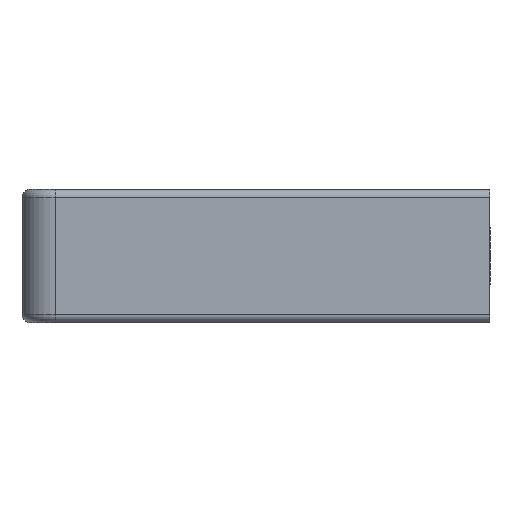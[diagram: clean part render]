
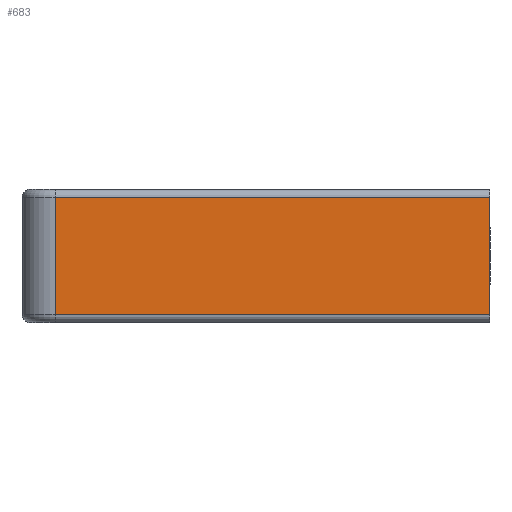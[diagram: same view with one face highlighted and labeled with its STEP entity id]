
A CAD part, left-side view. The second image highlights one B-rep face of the part: STEP entity #683.
In plain terms, the highlighted planar face has unit normal (-1, 0, 0).
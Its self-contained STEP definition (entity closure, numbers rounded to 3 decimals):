
#45 = DIRECTION ( 'NONE',  ( 0., -1., 0. ) ) ;
#93 = VERTEX_POINT ( 'NONE', #739 ) ;
#104 = CARTESIAN_POINT ( 'NONE',  ( -228.5, 28., -3.5 ) ) ;
#152 = EDGE_CURVE ( 'NONE', #93, #392, #169, .T. ) ;
#169 = LINE ( 'NONE', #104, #638 ) ;
#193 = CARTESIAN_POINT ( 'NONE',  ( -228.5, 26., 4. ) ) ;
#218 = CARTESIAN_POINT ( 'NONE',  ( -228.5, 0., -3.5 ) ) ;
#251 = PLANE ( 'NONE',  #891 ) ;
#256 = DIRECTION ( 'NONE',  ( 0., 0., -1. ) ) ;
#337 = FACE_OUTER_BOUND ( 'NONE', #543, .T. ) ;
#344 = EDGE_CURVE ( 'NONE', #838, #392, #527, .T. ) ;
#370 = CARTESIAN_POINT ( 'NONE',  ( -228.5, 26., 3.5 ) ) ;
#379 = VECTOR ( 'NONE', #604, 1000. ) ;
#392 = VERTEX_POINT ( 'NONE', #218 ) ;
#394 = VERTEX_POINT ( 'NONE', #370 ) ;
#415 = DIRECTION ( 'NONE',  ( 0., 0., -1. ) ) ;
#440 = CARTESIAN_POINT ( 'NONE',  ( -228.5, 0., 3.5 ) ) ;
#442 = VECTOR ( 'NONE', #415, 1000. ) ;
#466 = ORIENTED_EDGE ( 'NONE', *, *, #930, .T. ) ;
#527 = LINE ( 'NONE', #901, #858 ) ;
#543 = EDGE_LOOP ( 'NONE', ( #784, #968, #979, #466 ) ) ;
#572 = CARTESIAN_POINT ( 'NONE',  ( -228.5, 28., 4. ) ) ;
#603 = DIRECTION ( 'NONE',  ( 0., 0., -1. ) ) ;
#604 = DIRECTION ( 'NONE',  ( 0., 1., 0. ) ) ;
#638 = VECTOR ( 'NONE', #45, 1000. ) ;
#644 = DIRECTION ( 'NONE',  ( 1., 0., 0. ) ) ;
#683 = ADVANCED_FACE ( 'NONE', ( #337 ), #251, .F. ) ;
#711 = EDGE_CURVE ( 'NONE', #394, #93, #716, .T. ) ;
#716 = LINE ( 'NONE', #193, #442 ) ;
#739 = CARTESIAN_POINT ( 'NONE',  ( -228.5, 26., -3.5 ) ) ;
#757 = CARTESIAN_POINT ( 'NONE',  ( -228.5, 26., 3.5 ) ) ;
#784 = ORIENTED_EDGE ( 'NONE', *, *, #711, .T. ) ;
#832 = LINE ( 'NONE', #757, #379 ) ;
#838 = VERTEX_POINT ( 'NONE', #440 ) ;
#858 = VECTOR ( 'NONE', #603, 1000. ) ;
#891 = AXIS2_PLACEMENT_3D ( 'NONE', #572, #644, #256 ) ;
#901 = CARTESIAN_POINT ( 'NONE',  ( -228.5, 0., 4. ) ) ;
#930 = EDGE_CURVE ( 'NONE', #838, #394, #832, .T. ) ;
#968 = ORIENTED_EDGE ( 'NONE', *, *, #152, .T. ) ;
#979 = ORIENTED_EDGE ( 'NONE', *, *, #344, .F. ) ;
